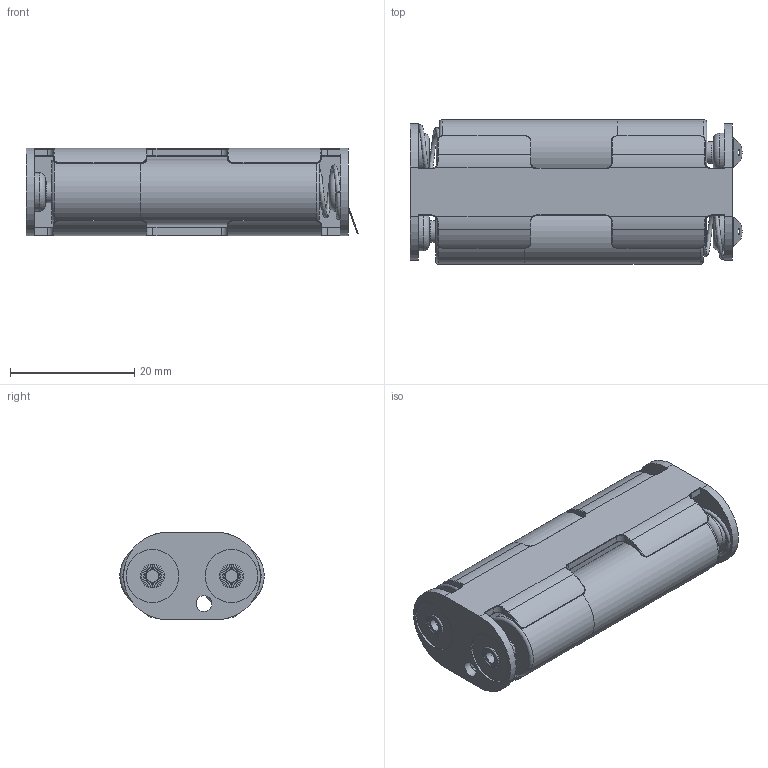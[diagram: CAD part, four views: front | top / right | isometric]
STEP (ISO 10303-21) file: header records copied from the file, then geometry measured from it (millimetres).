
FILE_DESCRIPTION(/* description */ (''),/* implementation_level */ '2;1');
FILE_NAME(/* name */ 'Battery Holder - 2xAAA - MCP BC22AAAL v2.step',/* time_stamp */ '2022-09-28T12:58:31+01:00',/* author */ (''),/* organization */ (''),/* preprocessor_version */ 'ST-DEVELOPER v19',/* originating_system */ 'Autodesk Translation Framework v11.7.0.108',/* authorisation */ '');
FILE_SCHEMA (('AUTOMOTIVE_DESIGN { 1 0 10303 214 3 1 1 }'));
Length unit declared in the file: millimetre
Products named in the file (2): Battery Holder - 2xAAA - MCP BC22AAAL; Battery - AAA
Assembly tree (2 placements, depth 2):
  Battery Holder - 2xAAA - MCP BC22AAAL
    Battery - AAA  x2
Bounding box: 53.34 x 23.2 x 14 mm (x, y, z)
Volume: 10569.9 mm3; surface area: 9762 mm2
Topology: 9 solids, 9 shells, 446 faces, 1060 edges, 662 vertices
Faces by surface type: plane 159, cylinder 155, torus 92, bspline 40
Full cylindrical faces by diameter (mm): 0.635 x2, 1.016 x2, 2 x4, 2.3 x8, 2.54 x3, 3.5 x2, 3.8 x2, 5 x6, 6.2 x4, 8.5 x4, 10.5 x4
Entity records: 18522 total; most frequent: CARTESIAN_POINT 8329, DIRECTION 2190, ORIENTED_EDGE 2072, EDGE_CURVE 1036, AXIS2_PLACEMENT_3D 878, VERTEX_POINT 646, EDGE_LOOP 486, CIRCLE 470
